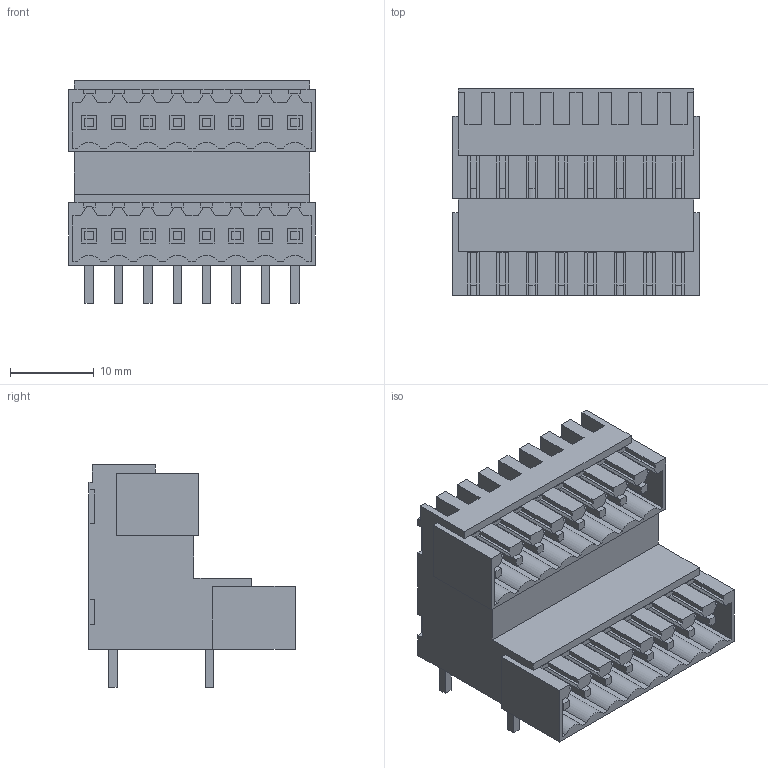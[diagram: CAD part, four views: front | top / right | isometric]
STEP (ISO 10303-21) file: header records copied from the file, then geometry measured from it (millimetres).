
FILE_DESCRIPTION(('CATIA V5 STEP Exchange','CAx-IF Rec.Pracs.--- Model Styling and Organization---1.4--- 2014-01-23'),'2;1');
FILE_NAME ('D1488352_2_1642890000_1642890000.stp','2022-07-29T06:13:49+00:00',('none'),('Weidmueller'),'CATIA Version 5-6 Release 2016 SP3 HF44','CATIA V5 STEP AP214','none');
FILE_SCHEMA(('AUTOMOTIVE_DESIGN { 1 0 10303 214 1 1 1 1 }'));
Length unit declared in the file: millimetre
Products named in the file (1): 1642890000
Bounding box: 29.4 x 24.55 x 26.5 mm (x, y, z)
Volume: 6610.8 mm3; surface area: 8768 mm2
Topology: 17 solids, 17 shells, 885 faces, 2414 edges, 1594 vertices
Faces by surface type: plane 805, cylinder 80
Entity records: 25217 total; most frequent: ORIENTED_EDGE 4828, CARTESIAN_POINT 4659, DIRECTION 3222, EDGE_CURVE 2414, VECTOR 2254, LINE 2254, VERTEX_POINT 1594, EDGE_LOOP 948
